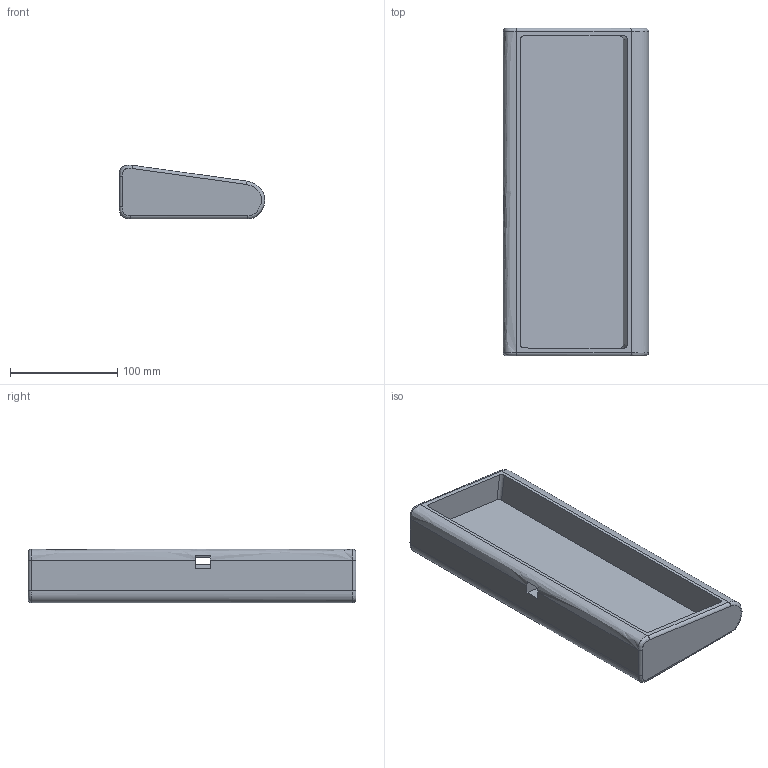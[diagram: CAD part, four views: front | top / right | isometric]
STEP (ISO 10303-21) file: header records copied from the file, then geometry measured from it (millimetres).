
FILE_DESCRIPTION(/* description */ (''),/* implementation_level */ '2;1');
FILE_NAME(/* name */ 'Keyboard.step',/* time_stamp */ '2021-03-11T10:23:27-05:00',/* author */ (''),/* organization */ (''),/* preprocessor_version */ 'ST-DEVELOPER v18.1',/* originating_system */ 'Autodesk Translation Framework v9.10.0.1330',/* authorisation */ '');
FILE_SCHEMA (('AUTOMOTIVE_DESIGN { 1 0 10303 214 3 1 1 }'));
Length unit declared in the file: millimetre
Products named in the file (1): Keyboard
Bounding box: 135.44 x 305 x 49.95 mm (x, y, z)
Volume: 902275.6 mm3; surface area: 133650.1 mm2
Topology: 1 solids, 1 shells, 33 faces, 81 edges, 50 vertices
Faces by surface type: plane 14, cylinder 10, bspline 9
Entity records: 2237 total; most frequent: CARTESIAN_POINT 1495, ORIENTED_EDGE 162, DIRECTION 112, EDGE_CURVE 81, VERTEX_POINT 50, LINE 46, VECTOR 46, EDGE_LOOP 35
